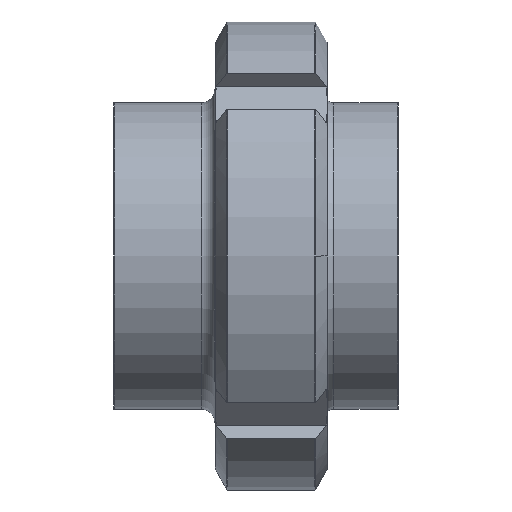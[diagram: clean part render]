
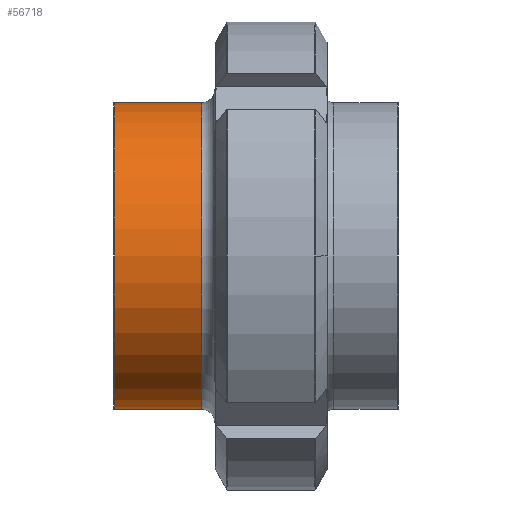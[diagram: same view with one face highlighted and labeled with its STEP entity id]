
A CAD part, front view. The second image highlights one B-rep face of the part: STEP entity #56718.
In plain terms, the highlighted cylindrical face has radius 30.15 mm (diameter 60.3 mm), a partial arc.
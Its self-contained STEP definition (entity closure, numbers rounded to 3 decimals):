
#2724 = CARTESIAN_POINT ( 'NONE',  ( 0., 0., 0. ) ) ;
#6157 = CYLINDRICAL_SURFACE ( 'NONE', #11825, 30.15 ) ;
#7287 = DIRECTION ( 'NONE',  ( 1., 0., 0. ) ) ;
#8397 = EDGE_CURVE ( 'NONE', #48853, #13297, #53562, .T. ) ;
#8573 = CARTESIAN_POINT ( 'NONE',  ( -34.8, 0., -30.15 ) ) ;
#8961 = CARTESIAN_POINT ( 'NONE',  ( -34.8, 0., 30.15 ) ) ;
#11825 = AXIS2_PLACEMENT_3D ( 'NONE', #2724, #63738, #49731 ) ;
#13297 = VERTEX_POINT ( 'NONE', #50714 ) ;
#14908 = AXIS2_PLACEMENT_3D ( 'NONE', #48472, #7287, #43329 ) ;
#16643 = DIRECTION ( 'NONE',  ( 1., 0., 0. ) ) ;
#17277 = DIRECTION ( 'NONE',  ( 1., 0., 0. ) ) ;
#18182 = LINE ( 'NONE', #57891, #46340 ) ;
#18231 = EDGE_LOOP ( 'NONE', ( #32471, #59047, #58475, #18988 ) ) ;
#18988 = ORIENTED_EDGE ( 'NONE', *, *, #8397, .F. ) ;
#21623 = CARTESIAN_POINT ( 'NONE',  ( -17.66, 0., 0. ) ) ;
#24425 = VERTEX_POINT ( 'NONE', #8573 ) ;
#25889 = CIRCLE ( 'NONE', #14908, 30.15 ) ;
#27453 = DIRECTION ( 'NONE',  ( 0., 0., -1. ) ) ;
#28796 = FACE_OUTER_BOUND ( 'NONE', #18231, .T. ) ;
#32471 = ORIENTED_EDGE ( 'NONE', *, *, #38869, .F. ) ;
#37041 = AXIS2_PLACEMENT_3D ( 'NONE', #21623, #42371, #27453 ) ;
#37506 = VERTEX_POINT ( 'NONE', #8961 ) ;
#38869 = EDGE_CURVE ( 'NONE', #37506, #48853, #45423, .T. ) ;
#40600 = VECTOR ( 'NONE', #17277, 1000. ) ;
#42371 = DIRECTION ( 'NONE',  ( 1., 0., 0. ) ) ;
#43329 = DIRECTION ( 'NONE',  ( 0., 0., 1. ) ) ;
#45423 = LINE ( 'NONE', #48130, #40600 ) ;
#46340 = VECTOR ( 'NONE', #16643, 1000. ) ;
#48130 = CARTESIAN_POINT ( 'NONE',  ( 0., 0., 30.15 ) ) ;
#48472 = CARTESIAN_POINT ( 'NONE',  ( -34.8, 0., 0. ) ) ;
#48853 = VERTEX_POINT ( 'NONE', #51561 ) ;
#49731 = DIRECTION ( 'NONE',  ( 0., 0., -1. ) ) ;
#50675 = EDGE_CURVE ( 'NONE', #24425, #13297, #18182, .T. ) ;
#50714 = CARTESIAN_POINT ( 'NONE',  ( -17.66, 0., -30.15 ) ) ;
#51561 = CARTESIAN_POINT ( 'NONE',  ( -17.66, 0., 30.15 ) ) ;
#53035 = EDGE_CURVE ( 'NONE', #37506, #24425, #25889, .T. ) ;
#53562 = CIRCLE ( 'NONE', #37041, 30.15 ) ;
#56718 = ADVANCED_FACE ( 'NONE', ( #28796 ), #6157, .T. ) ;
#57891 = CARTESIAN_POINT ( 'NONE',  ( 0., 0., -30.15 ) ) ;
#58475 = ORIENTED_EDGE ( 'NONE', *, *, #50675, .T. ) ;
#59047 = ORIENTED_EDGE ( 'NONE', *, *, #53035, .T. ) ;
#63738 = DIRECTION ( 'NONE',  ( 1., 0., 0. ) ) ;
